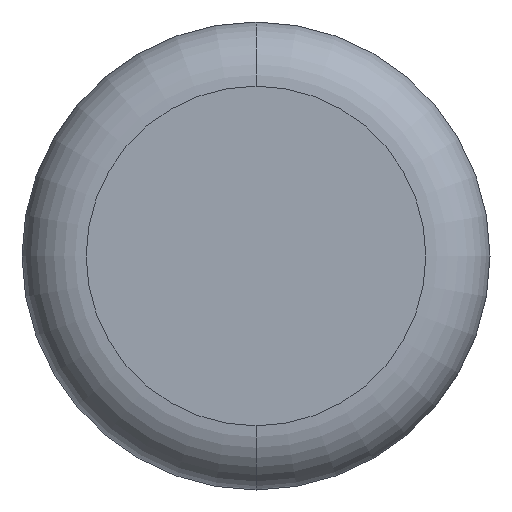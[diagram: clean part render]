
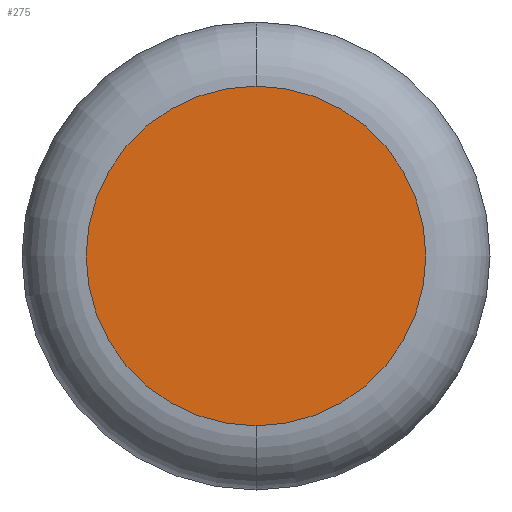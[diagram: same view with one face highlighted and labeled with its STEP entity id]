
A CAD part, front view. The second image highlights one B-rep face of the part: STEP entity #275.
In plain terms, the highlighted planar face has unit normal (0, -1, 0).
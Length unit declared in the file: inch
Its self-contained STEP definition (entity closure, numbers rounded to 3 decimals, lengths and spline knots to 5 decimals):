
#3 = DIRECTION ( 'NONE',  ( 0., -1., 0. ) ) ;
#55 = VERTEX_POINT ( 'NONE', #177 ) ;
#106 = FACE_OUTER_BOUND ( 'NONE', #173, .T. ) ;
#107 = VERTEX_POINT ( 'NONE', #326 ) ;
#117 = AXIS2_PLACEMENT_3D ( 'NONE', #395, #3, #347 ) ;
#119 = DIRECTION ( 'NONE',  ( 0., -1., 0. ) ) ;
#121 = DIRECTION ( 'NONE',  ( 0., 0., -1. ) ) ;
#156 = EDGE_CURVE ( 'NONE', #107, #55, #168, .T. ) ;
#168 = CIRCLE ( 'NONE', #117, 0.15875 ) ;
#173 = EDGE_LOOP ( 'NONE', ( #257, #261 ) ) ;
#177 = CARTESIAN_POINT ( 'NONE',  ( 0., 0., 0.15875 ) ) ;
#229 = PLANE ( 'NONE',  #287 ) ;
#257 = ORIENTED_EDGE ( 'NONE', *, *, #156, .T. ) ;
#261 = ORIENTED_EDGE ( 'NONE', *, *, #318, .T. ) ;
#265 = DIRECTION ( 'NONE',  ( 0., -1., 0. ) ) ;
#275 = ADVANCED_FACE ( 'NONE', ( #106 ), #229, .T. ) ;
#279 = AXIS2_PLACEMENT_3D ( 'NONE', #396, #119, #121 ) ;
#287 = AXIS2_PLACEMENT_3D ( 'NONE', #368, #265, #302 ) ;
#302 = DIRECTION ( 'NONE',  ( 0., 0., -1. ) ) ;
#318 = EDGE_CURVE ( 'NONE', #55, #107, #350, .T. ) ;
#326 = CARTESIAN_POINT ( 'NONE',  ( 0., 0., -0.15875 ) ) ;
#347 = DIRECTION ( 'NONE',  ( 0., 0., -1. ) ) ;
#350 = CIRCLE ( 'NONE', #279, 0.15875 ) ;
#368 = CARTESIAN_POINT ( 'NONE',  ( 0., 0., 0. ) ) ;
#395 = CARTESIAN_POINT ( 'NONE',  ( 0., 0., 0. ) ) ;
#396 = CARTESIAN_POINT ( 'NONE',  ( 0., 0., 0. ) ) ;
